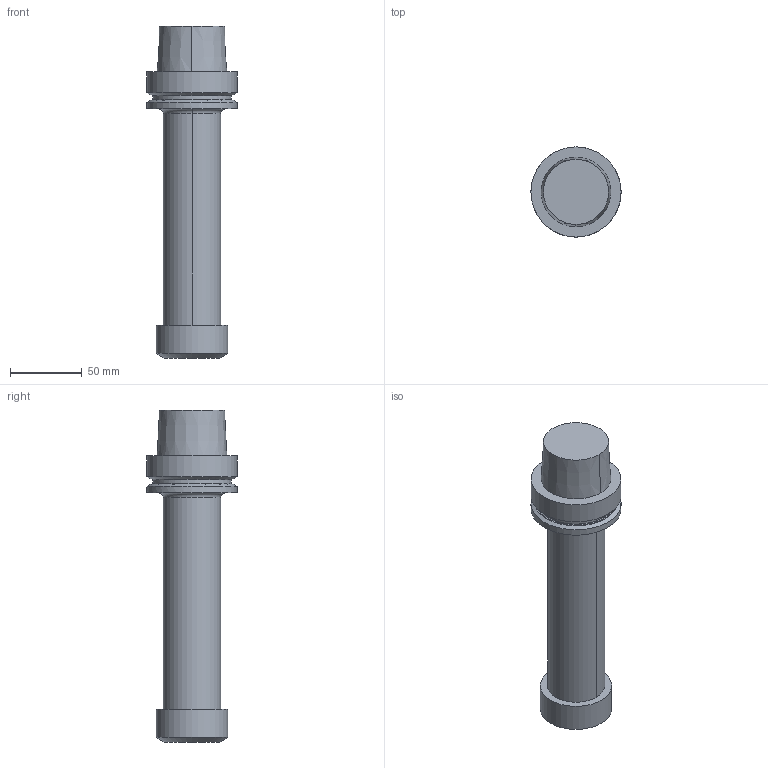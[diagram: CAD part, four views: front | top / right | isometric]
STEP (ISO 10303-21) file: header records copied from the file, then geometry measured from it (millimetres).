
FILE_DESCRIPTION(/* description */ (''),/* implementation_level */ '2;1');
FILE_NAME(/* name */ 'HSK.63A-CC.ER32.200.stp',/* time_stamp */ '2024-07-21T10:52:54+02:00',/* author */ (''),/* organization */ (''),/* preprocessor_version */ 'ST-DEVELOPER v16.7',/* originating_system */ 'SIEMENS PLM Software NX 12.0',/* authorisation */ '');
FILE_SCHEMA (('AUTOMOTIVE_DESIGN { 1 0 10303 214 3 1 1 1 }'));
Length unit declared in the file: millimetre
Products named in the file (1): pf6612088076yo9w
Bounding box: 63 x 63 x 232 mm (x, y, z)
Volume: 366830.6 mm3; surface area: 40193.3 mm2
Topology: 1 solids, 1 shells, 22 faces, 49 edges, 34 vertices
Faces by surface type: plane 7, cylinder 6, cone 5, torus 4
Full cylindrical faces by diameter (mm): 49.9 x1, 55 x1, 63 x2
Entity records: 648 total; most frequent: DIRECTION 121, CARTESIAN_POINT 99, ORIENTED_EDGE 80, AXIS2_PLACEMENT_3D 55, EDGE_CURVE 40, EDGE_LOOP 35, VERTEX_POINT 33, CIRCLE 29
